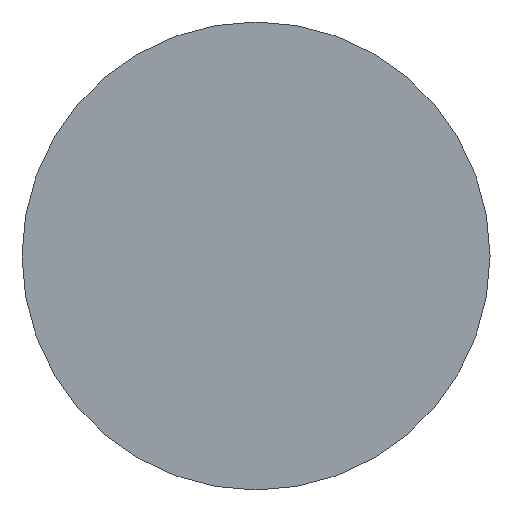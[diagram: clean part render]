
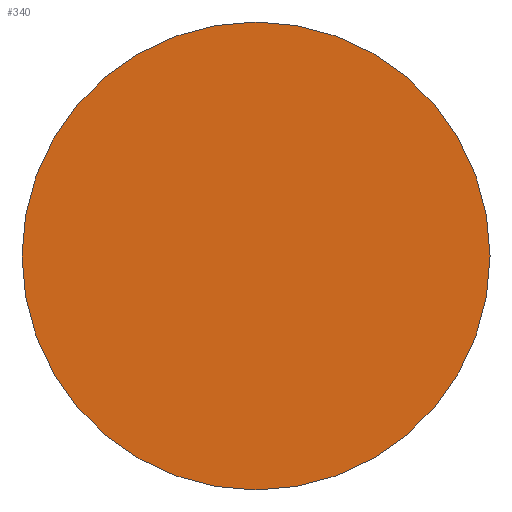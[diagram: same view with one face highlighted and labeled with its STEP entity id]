
A CAD part, front view. The second image highlights one B-rep face of the part: STEP entity #340.
In plain terms, the highlighted planar face has unit normal (0, -1, 0).
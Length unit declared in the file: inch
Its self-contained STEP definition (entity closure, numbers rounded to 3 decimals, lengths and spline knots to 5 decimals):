
#8 = EDGE_CURVE ( 'NONE', #390, #250, #199, .T. ) ;
#63 = EDGE_LOOP ( 'NONE', ( #180, #109 ) ) ;
#73 = FACE_OUTER_BOUND ( 'NONE', #63, .T. ) ;
#109 = ORIENTED_EDGE ( 'NONE', *, *, #400, .T. ) ;
#136 = DIRECTION ( 'NONE',  ( 0., 0., -1. ) ) ;
#140 = CARTESIAN_POINT ( 'NONE',  ( 0., 0., 0. ) ) ;
#144 = AXIS2_PLACEMENT_3D ( 'NONE', #140, #378, #205 ) ;
#157 = CARTESIAN_POINT ( 'NONE',  ( 0., 0., 0.1875 ) ) ;
#159 = PLANE ( 'NONE',  #412 ) ;
#170 = AXIS2_PLACEMENT_3D ( 'NONE', #292, #448, #445 ) ;
#180 = ORIENTED_EDGE ( 'NONE', *, *, #8, .T. ) ;
#199 = CIRCLE ( 'NONE', #144, 0.1875 ) ;
#205 = DIRECTION ( 'NONE',  ( 0., 0., -1. ) ) ;
#233 = CIRCLE ( 'NONE', #170, 0.1875 ) ;
#250 = VERTEX_POINT ( 'NONE', #157 ) ;
#292 = CARTESIAN_POINT ( 'NONE',  ( 0., 0., 0. ) ) ;
#340 = ADVANCED_FACE ( 'NONE', ( #73 ), #159, .T. ) ;
#365 = CARTESIAN_POINT ( 'NONE',  ( 0., 0., -0.1875 ) ) ;
#374 = CARTESIAN_POINT ( 'NONE',  ( 0., 0., 0. ) ) ;
#378 = DIRECTION ( 'NONE',  ( 0., -1., 0. ) ) ;
#390 = VERTEX_POINT ( 'NONE', #365 ) ;
#400 = EDGE_CURVE ( 'NONE', #250, #390, #233, .T. ) ;
#411 = DIRECTION ( 'NONE',  ( 0., -1., 0. ) ) ;
#412 = AXIS2_PLACEMENT_3D ( 'NONE', #374, #411, #136 ) ;
#445 = DIRECTION ( 'NONE',  ( 0., 0., -1. ) ) ;
#448 = DIRECTION ( 'NONE',  ( 0., -1., 0. ) ) ;
